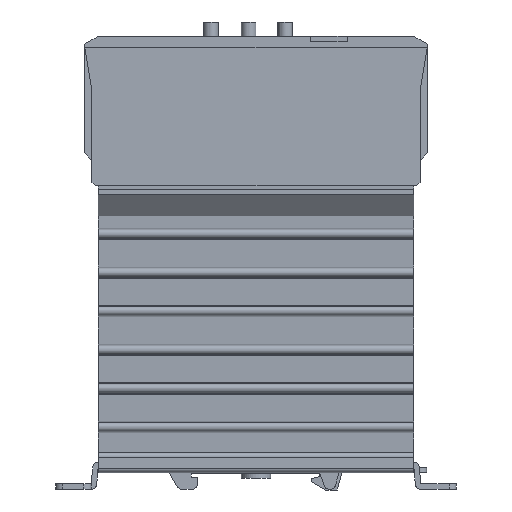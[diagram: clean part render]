
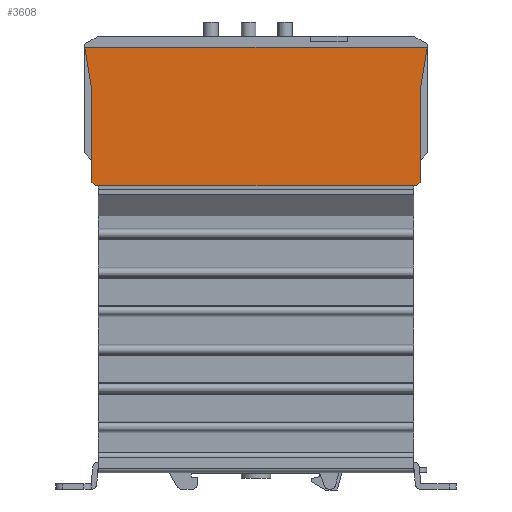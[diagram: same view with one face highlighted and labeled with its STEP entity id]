
A CAD part, left-side view. The second image highlights one B-rep face of the part: STEP entity #3608.
In plain terms, the highlighted planar face has unit normal (-1, 0, 0).
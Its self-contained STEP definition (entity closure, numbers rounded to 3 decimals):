
#3397=CARTESIAN_POINT('',(-22.5,45.,-11.8));
#3398=VERTEX_POINT('',#3397);
#3405=CARTESIAN_POINT('',(-22.5,47.0,0.0));
#3406=VERTEX_POINT('',#3405);
#3407=CARTESIAN_POINT('',(-22.5,47.,0.));
#3408=DIRECTION('',(0.0,-0.167,-0.986));
#3409=VECTOR('',#3408,11.968);
#3410=LINE('',#3407,#3409);
#3411=EDGE_CURVE('',#3406,#3398,#3410,.T.);
#3449=CARTESIAN_POINT('',(-22.5,45.,-37.0));
#3450=VERTEX_POINT('',#3449);
#3451=CARTESIAN_POINT('',(-22.5,44.0,-38.0));
#3452=VERTEX_POINT('',#3451);
#3453=CARTESIAN_POINT('',(-22.5,45.,-37.0));
#3454=DIRECTION('',(0.0,-0.707,-0.707));
#3455=VECTOR('',#3454,1.414);
#3456=LINE('',#3453,#3455);
#3457=EDGE_CURVE('',#3450,#3452,#3456,.T.);
#3498=CARTESIAN_POINT('',(-22.5,45.,-11.8));
#3499=DIRECTION('',(0.0,0.0,-1.0));
#3500=VECTOR('',#3499,25.2);
#3501=LINE('',#3498,#3500);
#3502=EDGE_CURVE('',#3398,#3450,#3501,.T.);
#3560=CARTESIAN_POINT('',(-22.5,-47.,0.0));
#3561=DIRECTION('',(-1.0,0.0,0.0));
#3562=DIRECTION('',(0.0,1.0,0.0));
#3563=AXIS2_PLACEMENT_3D('',#3560,#3561,#3562);
#3564=PLANE('',#3563);
#3565=ORIENTED_EDGE('',*,*,#3411,.T.);
#3566=ORIENTED_EDGE('',*,*,#3502,.T.);
#3567=ORIENTED_EDGE('',*,*,#3457,.T.);
#3568=CARTESIAN_POINT('',(-22.5,-44.0,-38.0));
#3569=VERTEX_POINT('',#3568);
#3570=CARTESIAN_POINT('',(-22.5,-44.,-38.0));
#3571=DIRECTION('',(0.0,1.0,0.0));
#3572=VECTOR('',#3571,88.0);
#3573=LINE('',#3570,#3572);
#3574=EDGE_CURVE('',#3569,#3452,#3573,.T.);
#3575=ORIENTED_EDGE('',*,*,#3574,.F.);
#3576=CARTESIAN_POINT('',(-22.5,-45.,-37.0));
#3577=VERTEX_POINT('',#3576);
#3578=CARTESIAN_POINT('',(-22.5,-44.0,-38.));
#3579=DIRECTION('',(0.0,-0.707,0.707));
#3580=VECTOR('',#3579,1.414);
#3581=LINE('',#3578,#3580);
#3582=EDGE_CURVE('',#3569,#3577,#3581,.T.);
#3583=ORIENTED_EDGE('',*,*,#3582,.T.);
#3584=CARTESIAN_POINT('',(-22.5,-45.,-11.8));
#3585=VERTEX_POINT('',#3584);
#3586=CARTESIAN_POINT('',(-22.5,-45.,-37.0));
#3587=DIRECTION('',(0.0,0.0,1.0));
#3588=VECTOR('',#3587,25.2);
#3589=LINE('',#3586,#3588);
#3590=EDGE_CURVE('',#3577,#3585,#3589,.T.);
#3591=ORIENTED_EDGE('',*,*,#3590,.T.);
#3592=CARTESIAN_POINT('',(-22.5,-47.,0.0));
#3593=VERTEX_POINT('',#3592);
#3594=CARTESIAN_POINT('',(-22.5,-45.,-11.8));
#3595=DIRECTION('',(0.0,-0.167,0.986));
#3596=VECTOR('',#3595,11.968);
#3597=LINE('',#3594,#3596);
#3598=EDGE_CURVE('',#3585,#3593,#3597,.T.);
#3599=ORIENTED_EDGE('',*,*,#3598,.T.);
#3600=CARTESIAN_POINT('',(-22.5,-47.,0.0));
#3601=DIRECTION('',(0.0,1.0,0.0));
#3602=VECTOR('',#3601,94.);
#3603=LINE('',#3600,#3602);
#3604=EDGE_CURVE('',#3593,#3406,#3603,.T.);
#3605=ORIENTED_EDGE('',*,*,#3604,.T.);
#3606=EDGE_LOOP('',(#3565,#3566,#3567,#3575,#3583,#3591,#3599,#3605));
#3607=FACE_OUTER_BOUND('',#3606,.T.);
#3608=ADVANCED_FACE('',(#3607),#3564,.T.);
